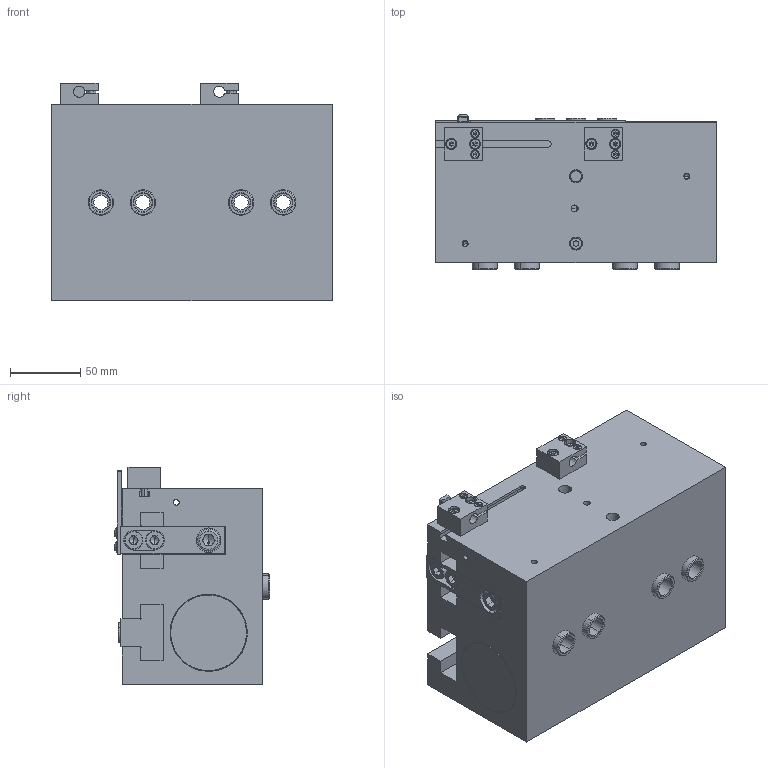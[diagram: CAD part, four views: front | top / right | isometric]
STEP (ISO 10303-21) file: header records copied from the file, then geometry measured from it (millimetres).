
FILE_DESCRIPTION (( 'STEP AP214' ), '1' );
FILE_NAME ('PLE50-50.STEP', '2012-03-06T00:33:13', ( 'xw4600' ), ( '' ), 'SwSTEP 2.0', 'SolidWorks 2010', '' );
FILE_SCHEMA (( 'AUTOMOTIVE_DESIGN' ));
Length unit declared in the file: millimetre
Products named in the file (19): PLE-50D-B00-01_Default; PLE-50D-A00-02_ISO - Spur gear 2M 16T 20PA 16FW ---S16A75H50L0.8N; PLE-50D-B00-03_Default; PLE-50D-A00-06_Default; PLE-50D-A00-07_Default; PLE-50D-A00-11_Default; PLE-50D-A00-10_Default; PLE-50D-A00-09_Default; PLE-50D-A00-08_Default; O-RING(S46)_Default; S-RING(H55)_KS 1336 I - 55; S-RING(H37)_KS 1336 I - 37; Bearing(6904)_KS B 2023 S69 - 6904-D-C; socket head cap screw_ISO 4762 M10 x 25 --- 25N; socket head cap screw_ISO 4762 M8 x 30 --- 30N; socket head cap screw_ISO 4762 M4 x 16 --- 16N; socket head cap screw_ISO 4762 M3 x 8 --- 8N; socket button head screw_ISO 7380 - M4 x 10 --- 10N; PLE50-50
Assembly tree (43 placements, depth 2):
  PLE50-50
    PLE-50D-A00-11_Default  x6
    socket head cap screw_ISO 4762 M8 x 30 --- 30N  x4
    PLE-50D-B00-03_Default  x2
    PLE-50D-A00-08_Default  x2
    socket head cap screw_ISO 4762 M3 x 8 --- 8N  x4
    socket head cap screw_ISO 4762 M10 x 25 --- 25N  x2
    PLE-50D-A00-09_Default
    socket head cap screw_ISO 4762 M4 x 16 --- 16N  x4
    PLE-50D-A00-02_ISO - Spur gear 2M 16T 20PA 16FW ---S16A75H50L0.8N
    PLE-50D-A00-10_Default  x4
    Bearing(6904)_KS B 2023 S69 - 6904-D-C
    PLE-50D-B00-01_Default
    S-RING(H37)_KS 1336 I - 37
    socket button head screw_ISO 7380 - M4 x 10 --- 10N  x2
    PLE-50D-A00-07_Default  x2
    S-RING(H55)_KS 1336 I - 55  x2
    PLE-50D-A00-06_Default  x2
    O-RING(S46)_Default  x2
Bounding box: 200 x 110.7 x 155 mm (x, y, z)
Volume: 2130385.6 mm3; surface area: 360698.9 mm2
Topology: 43 solids, 43 shells, 1452 faces, 3690 edges, 2278 vertices
Faces by surface type: plane 577, cylinder 497, cone 210, torus 120, sphere 36, bspline 12
Entity records: 29049 total; most frequent: CARTESIAN_POINT 6813, DIRECTION 4537, ORIENTED_EDGE 4318, EDGE_CURVE 2159, AXIS2_PLACEMENT_3D 1790, VERTEX_POINT 1380, LINE 957, VECTOR 957
